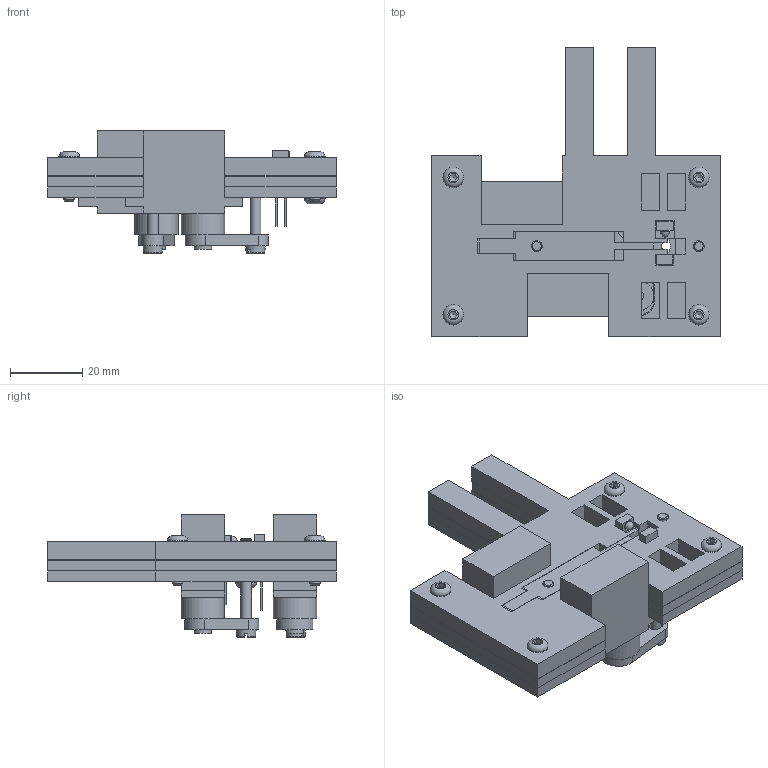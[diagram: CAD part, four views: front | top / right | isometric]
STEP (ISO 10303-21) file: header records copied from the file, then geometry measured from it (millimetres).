
FILE_DESCRIPTION((''),'2;1');
FILE_NAME('blowin2.stp','2014-11-16T14:03:52',('vasco'),(''),'Autodesk Inventor 2013','Autodesk Inventor 2013','');
FILE_SCHEMA(('AUTOMOTIVE_DESIGN { 1 0 10303 214 1 1 1 1 }'));
Length unit declared in the file: millimetre
Products named in the file (16): blowin2; blowin4b; blowin3b; blowin5b; blowin1b; blowin2.15; servo; blowin2.16; decollator3.6; decollator3.7; IRLed; photodiode; DIN 84 - replaced by DIN EN ISO 1207 M3 x 25; DIN 84 - replaced by DIN EN ISO 1207 M3 x 18; JIS B 1174 - Metric M3 x 12; blowin11
Assembly tree (20 placements, depth 2):
  blowin2
    blowin4b
    blowin3b
    blowin5b
    blowin1b
    blowin2.15
    servo  x2
    blowin2.16
    decollator3.6
    decollator3.7
    IRLed
    photodiode
    DIN 84 - replaced by DIN EN ISO 1207 M3 x 25
    DIN 84 - replaced by DIN EN ISO 1207 M3 x 18
    JIS B 1174 - Metric M3 x 12  x5
    blowin11
Bounding box: 80 x 80 x 33.8 mm (x, y, z)
Volume: 54131.6 mm3; surface area: 43374.4 mm2
Topology: 20 solids, 20 shells, 496 faces, 1289 edges, 847 vertices
Faces by surface type: plane 394, cylinder 71, cone 16, torus 14, revolution 1
Full cylindrical faces by diameter (mm): 2.5 x7, 2.635 x1, 2.729 x2, 2.9 x15, 3 x7, 4.6 x2, 4.8 x2, 5.7 x5, 12 x2
Entity records: 13401 total; most frequent: CARTESIAN_POINT 2359, ORIENTED_EDGE 2136, DIRECTION 2092, EDGE_CURVE 1068, VECTOR 901, LINE 901, VERTEX_POINT 734, AXIS2_PLACEMENT_3D 595
